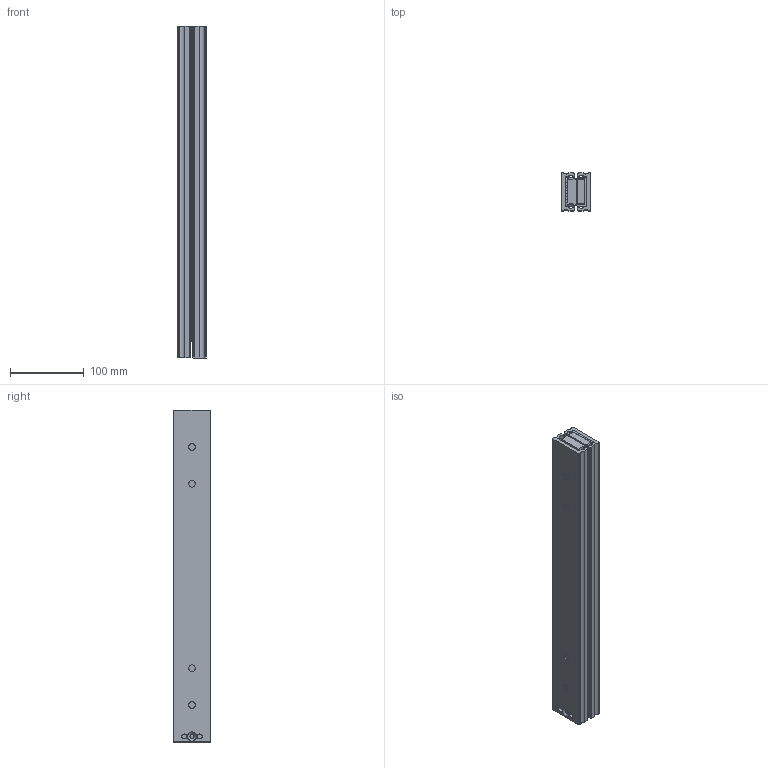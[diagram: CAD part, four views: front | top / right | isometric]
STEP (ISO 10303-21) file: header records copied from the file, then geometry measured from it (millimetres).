
FILE_DESCRIPTION (( 'STEP AP214' ), '1' );
FILE_NAME ('FR_5439.0450mm_18inch_closed.STEP', '2022-10-17T10:13:10', ( '' ), ( '' ), 'SwSTEP 2.0', 'SolidWorks 2020', '' );
FILE_SCHEMA (( 'AUTOMOTIVE_DESIGN' ));
Length unit declared in the file: millimetre
Products named in the file (10): 5439.XXX-03.T090_NL  450; 5439.XXX-01.T090_NL  450; FR 5439 STOP; FR_5439.0450mm_18inch_closed; FR 5439 BUMPER; 5439.XXX-C2.T090_NL  450; 5439.XXX-D2.T090_NL  450; 5439.XXX-02.T090_NL  450
Assembly tree (11 placements, depth 3):
  FR_5439.0450mm_18inch_closed
    5439.XXX-01.T090_NL  450
      5439.XXX-01.T090_NL  450
      FR 5439 BUMPER
      FR 5439 STOP
    5439.XXX-02.T090_NL  450
      5439.XXX-C2.T090_NL  450
      5439.XXX-D2.T090_NL  450
    5439.XXX-03.T090_NL  450
      5439.XXX-03.T090_NL  450
      FR 5439 BUMPER
      FR 5439 STOP
Bounding box: 39 x 51.38 x 450 mm (x, y, z)
Volume: 643858.5 mm3; surface area: 242960.1 mm2
Topology: 8 solids, 8 shells, 252 faces, 688 edges, 452 vertices
Faces by surface type: cylinder 154, plane 70, cone 20, bspline 8
Entity records: 7222 total; most frequent: DIRECTION 1292, CARTESIAN_POINT 1221, ORIENTED_EDGE 1136, EDGE_CURVE 568, AXIS2_PLACEMENT_3D 507, VERTEX_POINT 372, CIRCLE 286, LINE 278
